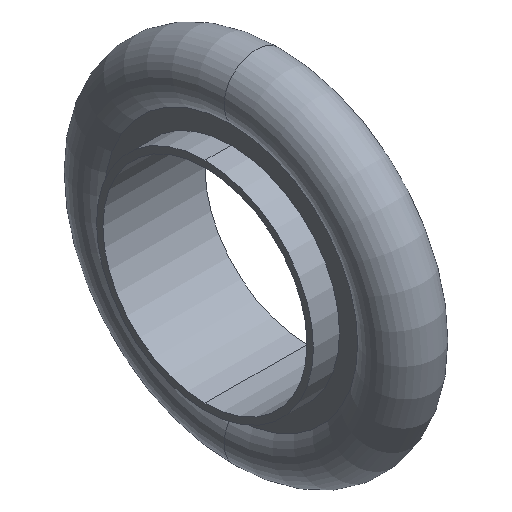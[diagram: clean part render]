
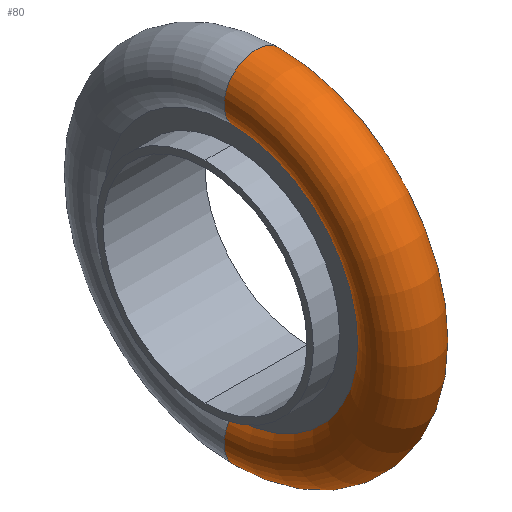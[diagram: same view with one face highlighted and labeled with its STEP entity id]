
A CAD part, isometric view. The second image highlights one B-rep face of the part: STEP entity #80.
In plain terms, the highlighted toroidal (fillet/blend) face has major radius 11.5 mm and minor radius 2.5 mm.
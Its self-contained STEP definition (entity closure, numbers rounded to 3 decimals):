
#12 = DIRECTION ( 'NONE',  ( -1., 0., 0. ) ) ;
#38 = CIRCLE ( 'NONE', #198, 2.5 ) ;
#70 = DIRECTION ( 'NONE',  ( 0., 1., 0. ) ) ;
#72 = EDGE_CURVE ( 'NONE', #323, #259, #365, .T. ) ;
#80 = ADVANCED_FACE ( 'NONE', ( #392 ), #191, .T. ) ;
#101 = CARTESIAN_POINT ( 'NONE',  ( 0., 0., 0. ) ) ;
#109 = CARTESIAN_POINT ( 'NONE',  ( 1.95, 0., 9.936 ) ) ;
#136 = DIRECTION ( 'NONE',  ( 0., 0., 1. ) ) ;
#148 = AXIS2_PLACEMENT_3D ( 'NONE', #180, #70, #385 ) ;
#151 = CARTESIAN_POINT ( 'NONE',  ( 1.95, 0., -9.936 ) ) ;
#153 = CARTESIAN_POINT ( 'NONE',  ( 0., 0., 11.5 ) ) ;
#180 = CARTESIAN_POINT ( 'NONE',  ( 0., 0., -11.5 ) ) ;
#191 = TOROIDAL_SURFACE ( 'NONE', #254, 11.5, 2.5 ) ;
#198 = AXIS2_PLACEMENT_3D ( 'NONE', #153, #367, #215 ) ;
#204 = ORIENTED_EDGE ( 'NONE', *, *, #397, .F. ) ;
#210 = CARTESIAN_POINT ( 'NONE',  ( -1.95, 0., 0. ) ) ;
#215 = DIRECTION ( 'NONE',  ( 0., 0., -1. ) ) ;
#222 = ORIENTED_EDGE ( 'NONE', *, *, #225, .F. ) ;
#225 = EDGE_CURVE ( 'NONE', #323, #256, #292, .T. ) ;
#243 = DIRECTION ( 'NONE',  ( 0., 0., 1. ) ) ;
#244 = VERTEX_POINT ( 'NONE', #324 ) ;
#254 = AXIS2_PLACEMENT_3D ( 'NONE', #101, #309, #313 ) ;
#256 = VERTEX_POINT ( 'NONE', #291 ) ;
#258 = CIRCLE ( 'NONE', #390, 9.936 ) ;
#259 = VERTEX_POINT ( 'NONE', #109 ) ;
#267 = ORIENTED_EDGE ( 'NONE', *, *, #302, .T. ) ;
#283 = ORIENTED_EDGE ( 'NONE', *, *, #72, .T. ) ;
#291 = CARTESIAN_POINT ( 'NONE',  ( -1.95, 0., -9.936 ) ) ;
#292 = CIRCLE ( 'NONE', #148, 2.5 ) ;
#302 = EDGE_CURVE ( 'NONE', #259, #244, #38, .T. ) ;
#309 = DIRECTION ( 'NONE',  ( -1., 0., 0. ) ) ;
#313 = DIRECTION ( 'NONE',  ( 0., 0., 1. ) ) ;
#314 = AXIS2_PLACEMENT_3D ( 'NONE', #350, #378, #136 ) ;
#317 = EDGE_LOOP ( 'NONE', ( #222, #283, #267, #204 ) ) ;
#323 = VERTEX_POINT ( 'NONE', #151 ) ;
#324 = CARTESIAN_POINT ( 'NONE',  ( -1.95, 0., 9.936 ) ) ;
#350 = CARTESIAN_POINT ( 'NONE',  ( 1.95, 0., 0. ) ) ;
#365 = CIRCLE ( 'NONE', #314, 9.936 ) ;
#367 = DIRECTION ( 'NONE',  ( 0., -1., 0. ) ) ;
#378 = DIRECTION ( 'NONE',  ( -1., 0., 0. ) ) ;
#385 = DIRECTION ( 'NONE',  ( 0., 0., 1. ) ) ;
#390 = AXIS2_PLACEMENT_3D ( 'NONE', #210, #12, #243 ) ;
#392 = FACE_OUTER_BOUND ( 'NONE', #317, .T. ) ;
#397 = EDGE_CURVE ( 'NONE', #256, #244, #258, .T. ) ;
